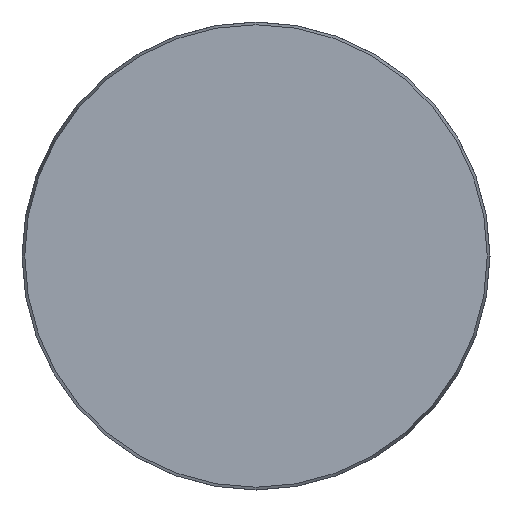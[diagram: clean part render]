
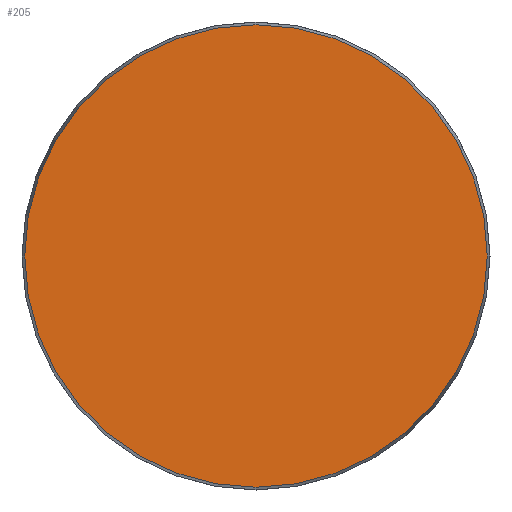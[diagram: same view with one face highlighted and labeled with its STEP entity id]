
A CAD part, front view. The second image highlights one B-rep face of the part: STEP entity #205.
In plain terms, the highlighted planar face has unit normal (0, -1, 0).
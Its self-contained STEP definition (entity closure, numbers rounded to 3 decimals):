
#69 = ORIENTED_EDGE ( 'NONE', *, *, #714, .T. ) ;
#107 = CARTESIAN_POINT ( 'NONE',  ( 0., 0., -48.425 ) ) ;
#205 = ADVANCED_FACE ( 'NONE', ( #756 ), #457, .F. ) ;
#237 = AXIS2_PLACEMENT_3D ( 'NONE', #694, #567, #345 ) ;
#265 = CARTESIAN_POINT ( 'NONE',  ( 0., 0., 0. ) ) ;
#345 = DIRECTION ( 'NONE',  ( 0., 0., 1. ) ) ;
#368 = DIRECTION ( 'NONE',  ( 0., -1., 0. ) ) ;
#457 = PLANE ( 'NONE',  #237 ) ;
#479 = DIRECTION ( 'NONE',  ( 0., 0., -1. ) ) ;
#510 = VERTEX_POINT ( 'NONE', #107 ) ;
#521 = CIRCLE ( 'NONE', #723, 48.425 ) ;
#567 = DIRECTION ( 'NONE',  ( 0., 1., 0. ) ) ;
#637 = EDGE_LOOP ( 'NONE', ( #69 ) ) ;
#694 = CARTESIAN_POINT ( 'NONE',  ( -48.425, 0., 0. ) ) ;
#714 = EDGE_CURVE ( 'NONE', #510, #510, #521, .T. ) ;
#723 = AXIS2_PLACEMENT_3D ( 'NONE', #265, #368, #479 ) ;
#756 = FACE_OUTER_BOUND ( 'NONE', #637, .T. ) ;
